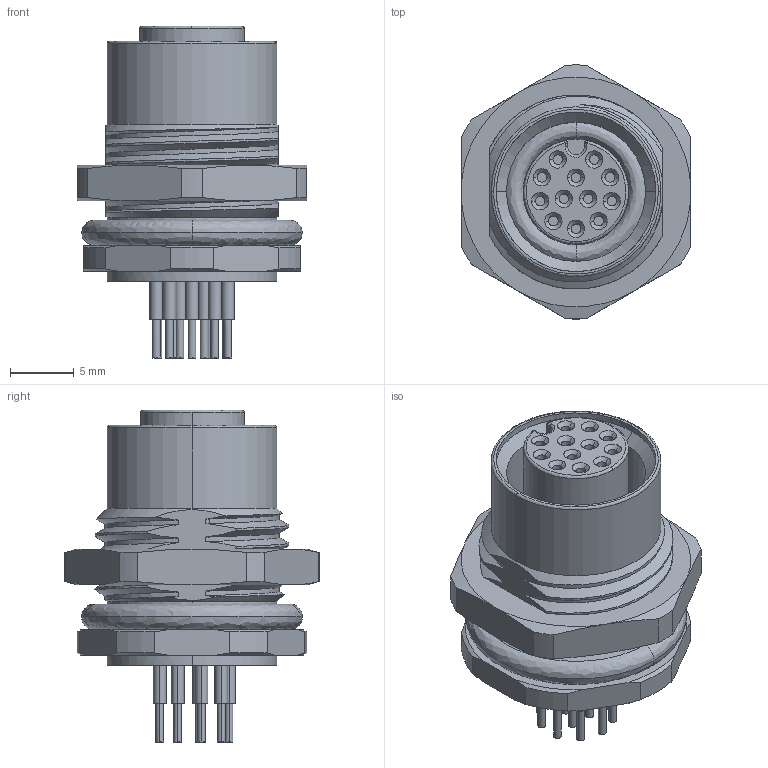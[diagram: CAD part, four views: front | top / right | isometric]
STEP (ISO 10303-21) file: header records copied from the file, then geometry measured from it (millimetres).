
FILE_DESCRIPTION (( 'STEP AP214' ), '1' );
FILE_NAME ('T4141012121-000.STEP', '2023-08-25T15:14:49', ( '' ), ( '' ), 'SwSTEP 2.0', 'SolidWorks 2023', '' );
FILE_SCHEMA (( 'AUTOMOTIVE_DESIGN' ));
Length unit declared in the file: inch
Products named in the file (1): T4141012121-000
Bounding box: 18 x 19.89 x 26 mm (x, y, z)
Volume: 3246.8 mm3; surface area: 2416.5 mm2
Topology: 13 solids, 13 shells, 279 faces, 760 edges, 534 vertices
Faces by surface type: cylinder 107, plane 75, cone 55, bspline 42
Entity records: 17210 total; most frequent: CARTESIAN_POINT 8798, ORIENTED_EDGE 1512, DIRECTION 830, EDGE_CURVE 756, VERTEX_POINT 534, B_SPLINE_CURVE_WITH_KNOTS 480, AXIS2_PLACEMENT_3D 327, EDGE_LOOP 310
